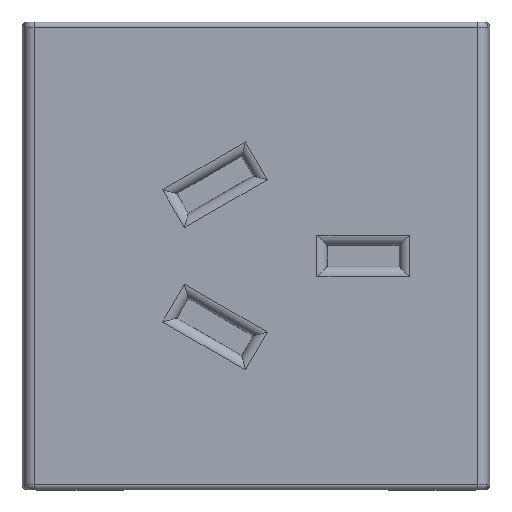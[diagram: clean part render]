
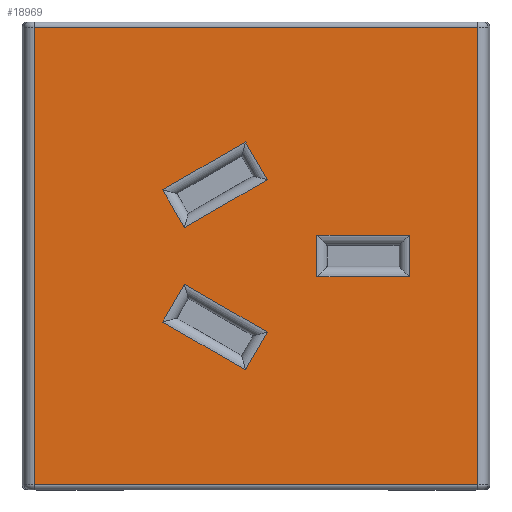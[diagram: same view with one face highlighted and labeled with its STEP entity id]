
A CAD part, top view. The second image highlights one B-rep face of the part: STEP entity #18969.
In plain terms, the highlighted planar face has unit normal (0, 0, 1).
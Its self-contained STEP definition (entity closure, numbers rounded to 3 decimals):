
#18914=AXIS2_PLACEMENT_3D('Plane Axis2P3D',#18911,#18912,#18913) ;
#16286=CARTESIAN_POINT('Vertex',(1.084,-7.323,8.5)) ;
#16289=CARTESIAN_POINT('Line Origine',(5.263,-9.736,8.5)) ;
#16293=CARTESIAN_POINT('Vertex',(-6.884,-2.723,8.5)) ;
#16344=CARTESIAN_POINT('Vertex',(-1.016,-10.96,8.5)) ;
#16347=CARTESIAN_POINT('Line Origine',(-0.751,-10.5,8.5)) ;
#16384=CARTESIAN_POINT('Vertex',(-8.984,-6.36,8.5)) ;
#16387=CARTESIAN_POINT('Line Origine',(-1.813,-10.5,8.5)) ;
#16409=CARTESIAN_POINT('Line Origine',(-11.374,-10.5,8.5)) ;
#17794=CARTESIAN_POINT('Vertex',(-6.884,2.723,8.5)) ;
#17797=CARTESIAN_POINT('Line Origine',(5.263,9.736,8.5)) ;
#17801=CARTESIAN_POINT('Vertex',(1.084,7.323,8.5)) ;
#17837=CARTESIAN_POINT('Line Origine',(-0.751,10.5,8.5)) ;
#17841=CARTESIAN_POINT('Vertex',(-1.016,10.96,8.5)) ;
#17877=CARTESIAN_POINT('Line Origine',(-1.813,10.5,8.5)) ;
#17881=CARTESIAN_POINT('Vertex',(-8.984,6.36,8.5)) ;
#17915=CARTESIAN_POINT('Line Origine',(-11.374,10.5,8.5)) ;
#18778=CARTESIAN_POINT('Vertex',(5.86,-2.,8.5)) ;
#18794=CARTESIAN_POINT('Vertex',(5.86,2.,8.5)) ;
#18797=CARTESIAN_POINT('Line Origine',(5.86,-10.5,8.5)) ;
#18827=CARTESIAN_POINT('Vertex',(14.76,-2.,8.5)) ;
#18830=CARTESIAN_POINT('Line Origine',(14.76,-10.5,8.5)) ;
#18834=CARTESIAN_POINT('Vertex',(14.76,2.,8.5)) ;
#18863=CARTESIAN_POINT('Line Origine',(-21.32,-11.25,8.5)) ;
#18867=CARTESIAN_POINT('Vertex',(-21.32,-22.,8.5)) ;
#18869=CARTESIAN_POINT('Vertex',(-21.32,22.,8.5)) ;
#18911=CARTESIAN_POINT('Axis2P3D Location',(0.,0.,8.5)) ;
#18916=CARTESIAN_POINT('Line Origine',(0.,-22.,8.5)) ;
#18920=CARTESIAN_POINT('Vertex',(21.32,-22.,8.5)) ;
#18923=CARTESIAN_POINT('Line Origine',(21.32,0.,8.5)) ;
#18927=CARTESIAN_POINT('Vertex',(21.32,22.,8.5)) ;
#18930=CARTESIAN_POINT('Line Origine',(0.,22.,8.5)) ;
#18947=CARTESIAN_POINT('Line Origine',(10.31,-2.,8.5)) ;
#18952=CARTESIAN_POINT('Line Origine',(10.31,2.,8.5)) ;
#16290=DIRECTION('Vector Direction',(0.866,-0.5,0.)) ;
#16348=DIRECTION('Vector Direction',(-0.5,-0.866,0.)) ;
#16388=DIRECTION('Vector Direction',(-0.866,0.5,0.)) ;
#16410=DIRECTION('Vector Direction',(0.5,0.866,0.)) ;
#17798=DIRECTION('Vector Direction',(-0.866,-0.5,0.)) ;
#17838=DIRECTION('Vector Direction',(0.5,-0.866,0.)) ;
#17878=DIRECTION('Vector Direction',(0.866,0.5,0.)) ;
#17916=DIRECTION('Vector Direction',(-0.5,0.866,0.)) ;
#18798=DIRECTION('Vector Direction',(0.,1.,0.)) ;
#18831=DIRECTION('Vector Direction',(0.,-1.,0.)) ;
#18864=DIRECTION('Vector Direction',(0.,-1.,0.)) ;
#18912=DIRECTION('Axis2P3D Direction',(-0.,0.,1.)) ;
#18913=DIRECTION('Axis2P3D XDirection',(0.,-1.,0.)) ;
#18917=DIRECTION('Vector Direction',(1.,0.,0.)) ;
#18924=DIRECTION('Vector Direction',(0.,-1.,0.)) ;
#18931=DIRECTION('Vector Direction',(1.,0.,0.)) ;
#18948=DIRECTION('Vector Direction',(1.,0.,0.)) ;
#18953=DIRECTION('Vector Direction',(1.,0.,0.)) ;
#16291=VECTOR('Line Direction',#16290,1.) ;
#16349=VECTOR('Line Direction',#16348,1.) ;
#16389=VECTOR('Line Direction',#16388,1.) ;
#16411=VECTOR('Line Direction',#16410,1.) ;
#17799=VECTOR('Line Direction',#17798,1.) ;
#17839=VECTOR('Line Direction',#17838,1.) ;
#17879=VECTOR('Line Direction',#17878,1.) ;
#17917=VECTOR('Line Direction',#17916,1.) ;
#18799=VECTOR('Line Direction',#18798,1.) ;
#18832=VECTOR('Line Direction',#18831,1.) ;
#18865=VECTOR('Line Direction',#18864,1.) ;
#18918=VECTOR('Line Direction',#18917,1.) ;
#18925=VECTOR('Line Direction',#18924,1.) ;
#18932=VECTOR('Line Direction',#18931,1.) ;
#18949=VECTOR('Line Direction',#18948,1.) ;
#18954=VECTOR('Line Direction',#18953,1.) ;
#18936=ORIENTED_EDGE('',*,*,#18871,.F.) ;
#18937=ORIENTED_EDGE('',*,*,#18922,.F.) ;
#18938=ORIENTED_EDGE('',*,*,#18929,.F.) ;
#18939=ORIENTED_EDGE('',*,*,#18934,.T.) ;
#18942=ORIENTED_EDGE('',*,*,#17803,.F.) ;
#18943=ORIENTED_EDGE('',*,*,#17919,.F.) ;
#18944=ORIENTED_EDGE('',*,*,#17883,.F.) ;
#18945=ORIENTED_EDGE('',*,*,#17843,.F.) ;
#18958=ORIENTED_EDGE('',*,*,#18836,.T.) ;
#18959=ORIENTED_EDGE('',*,*,#18951,.F.) ;
#18960=ORIENTED_EDGE('',*,*,#18801,.T.) ;
#18961=ORIENTED_EDGE('',*,*,#18956,.T.) ;
#18964=ORIENTED_EDGE('',*,*,#16413,.T.) ;
#18965=ORIENTED_EDGE('',*,*,#16295,.T.) ;
#18966=ORIENTED_EDGE('',*,*,#16351,.T.) ;
#18967=ORIENTED_EDGE('',*,*,#16391,.T.) ;
#18946=FACE_BOUND('',#18941,.T.) ;
#18962=FACE_BOUND('',#18957,.T.) ;
#18968=FACE_BOUND('',#18963,.T.) ;
#18969=ADVANCED_FACE('0090L88-MOD-6.1\\Corps principal ( *SOL1 - wsp *MASTER -  -Non Smart-  )',(#18940,#18946,#18962,#18968),#18915,.T.) ;
#16295=EDGE_CURVE('',#16294,#16287,#16292,.T.) ;
#16351=EDGE_CURVE('',#16287,#16345,#16350,.T.) ;
#16391=EDGE_CURVE('',#16345,#16385,#16390,.T.) ;
#16413=EDGE_CURVE('',#16385,#16294,#16412,.T.) ;
#17803=EDGE_CURVE('',#17795,#17802,#17800,.F.) ;
#17843=EDGE_CURVE('',#17802,#17842,#17840,.F.) ;
#17883=EDGE_CURVE('',#17842,#17882,#17880,.F.) ;
#17919=EDGE_CURVE('',#17882,#17795,#17918,.F.) ;
#18801=EDGE_CURVE('',#18779,#18795,#18800,.T.) ;
#18836=EDGE_CURVE('',#18835,#18828,#18833,.T.) ;
#18871=EDGE_CURVE('',#18868,#18870,#18866,.F.) ;
#18922=EDGE_CURVE('',#18921,#18868,#18919,.F.) ;
#18929=EDGE_CURVE('',#18928,#18921,#18926,.T.) ;
#18934=EDGE_CURVE('',#18928,#18870,#18933,.F.) ;
#18951=EDGE_CURVE('',#18779,#18828,#18950,.T.) ;
#18956=EDGE_CURVE('',#18795,#18835,#18955,.T.) ;
#18935=EDGE_LOOP('',(#18936,#18937,#18938,#18939)) ;
#18941=EDGE_LOOP('',(#18942,#18943,#18944,#18945)) ;
#18957=EDGE_LOOP('',(#18958,#18959,#18960,#18961)) ;
#18963=EDGE_LOOP('',(#18964,#18965,#18966,#18967)) ;
#18940=FACE_OUTER_BOUND('',#18935,.T.) ;
#16292=LINE('Line',#16289,#16291) ;
#16350=LINE('Line',#16347,#16349) ;
#16390=LINE('Line',#16387,#16389) ;
#16412=LINE('Line',#16409,#16411) ;
#17800=LINE('Line',#17797,#17799) ;
#17840=LINE('Line',#17837,#17839) ;
#17880=LINE('Line',#17877,#17879) ;
#17918=LINE('Line',#17915,#17917) ;
#18800=LINE('Line',#18797,#18799) ;
#18833=LINE('Line',#18830,#18832) ;
#18866=LINE('Line',#18863,#18865) ;
#18919=LINE('Line',#18916,#18918) ;
#18926=LINE('Line',#18923,#18925) ;
#18933=LINE('Line',#18930,#18932) ;
#18950=LINE('Line',#18947,#18949) ;
#18955=LINE('Line',#18952,#18954) ;
#18915=PLANE('',#18914) ;
#16287=VERTEX_POINT('',#16286) ;
#16294=VERTEX_POINT('',#16293) ;
#16345=VERTEX_POINT('',#16344) ;
#16385=VERTEX_POINT('',#16384) ;
#17795=VERTEX_POINT('',#17794) ;
#17802=VERTEX_POINT('',#17801) ;
#17842=VERTEX_POINT('',#17841) ;
#17882=VERTEX_POINT('',#17881) ;
#18779=VERTEX_POINT('',#18778) ;
#18795=VERTEX_POINT('',#18794) ;
#18828=VERTEX_POINT('',#18827) ;
#18835=VERTEX_POINT('',#18834) ;
#18868=VERTEX_POINT('',#18867) ;
#18870=VERTEX_POINT('',#18869) ;
#18921=VERTEX_POINT('',#18920) ;
#18928=VERTEX_POINT('',#18927) ;
